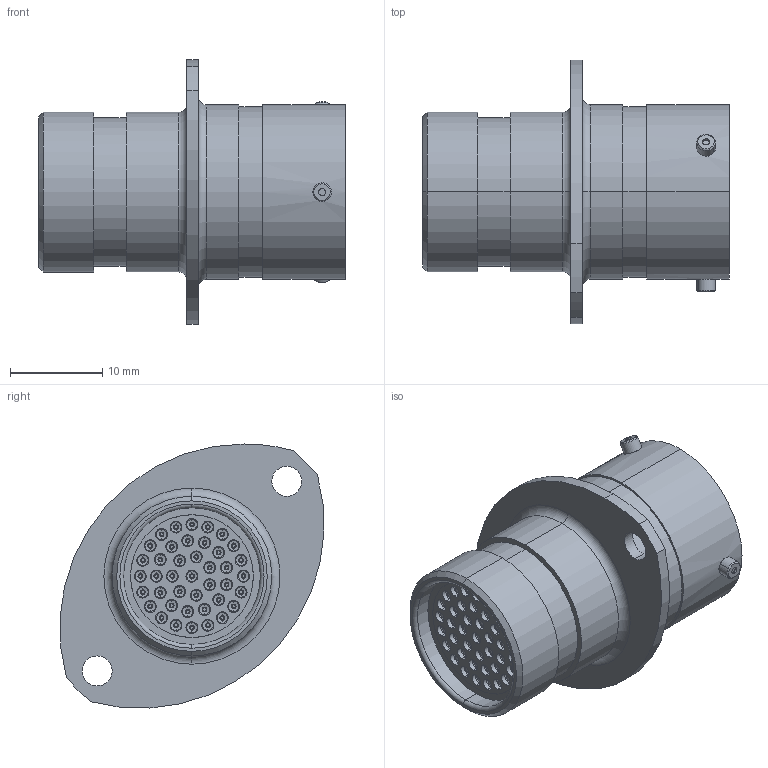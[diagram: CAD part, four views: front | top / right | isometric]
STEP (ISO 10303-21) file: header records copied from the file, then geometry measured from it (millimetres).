
FILE_DESCRIPTION (( 'STEP AP214' ), '1' );
FILE_NAME ('ASDD012-41SC.STEP', '2013-06-19T14:36:53', ( 'TE Connectivity' ), ( 'TE Connectivity' ), 'SwSTEP 2.0', 'SolidWorks 2011', '' );
FILE_SCHEMA (( 'AUTOMOTIVE_DESIGN' ));
Length unit declared in the file: inch
Products named in the file (1): ASDD012-41SC
Bounding box: 33.31 x 28.61 x 28.66 mm (x, y, z)
Volume: 6565.4 mm3; surface area: 10578 mm2
Topology: 9 solids, 9 shells, 1231 faces, 2689 edges, 1527 vertices
Faces by surface type: torus 434, cylinder 427, cone 266, plane 90, sphere 14
Entity records: 50458 total; most frequent: DIRECTION 7032, CARTESIAN_POINT 5727, ORIENTED_EDGE 5366, AXIS2_PLACEMENT_3D 3157, EDGE_CURVE 2683, CIRCLE 1925, VERTEX_POINT 1527, EDGE_LOOP 1468
